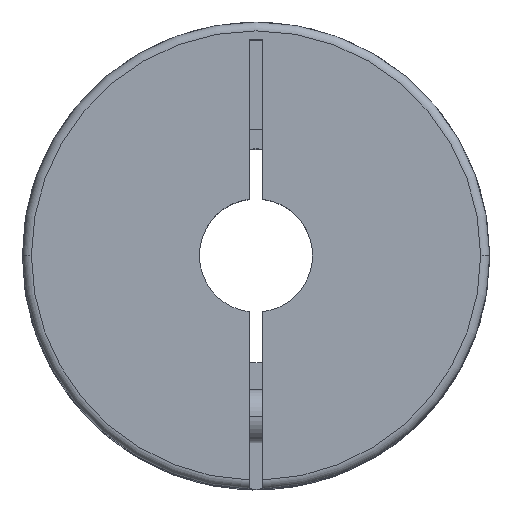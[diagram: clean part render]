
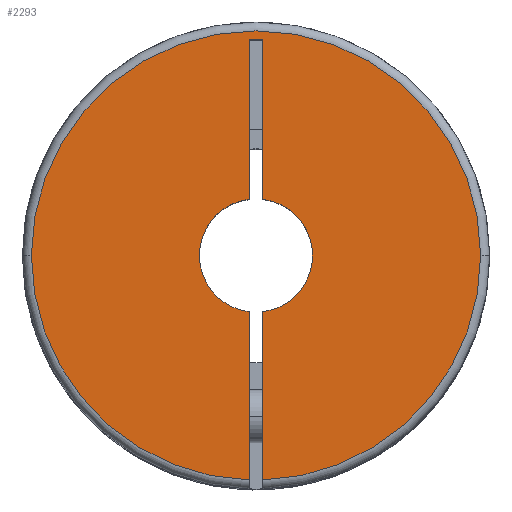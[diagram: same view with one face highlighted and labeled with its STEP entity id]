
A CAD part, top view. The second image highlights one B-rep face of the part: STEP entity #2293.
In plain terms, the highlighted planar face has unit normal (0, 0, 1).
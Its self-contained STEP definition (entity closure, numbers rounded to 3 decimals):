
#72 = AXIS2_PLACEMENT_3D ( 'NONE', #425, #1044, #697 ) ;
#116 = CARTESIAN_POINT ( 'NONE',  ( -12.6, 0., 0. ) ) ;
#215 = DIRECTION ( 'NONE',  ( 0., 1., 0. ) ) ;
#257 = DIRECTION ( 'NONE',  ( -1., 0., 0. ) ) ;
#299 = ORIENTED_EDGE ( 'NONE', *, *, #2155, .F. ) ;
#304 = EDGE_CURVE ( 'NONE', #3491, #1916, #1471, .T. ) ;
#425 = CARTESIAN_POINT ( 'NONE',  ( 0., 0., 0. ) ) ;
#466 = VERTEX_POINT ( 'NONE', #116 ) ;
#490 = VERTEX_POINT ( 'NONE', #2780 ) ;
#535 = FACE_OUTER_BOUND ( 'NONE', #2480, .T. ) ;
#678 = DIRECTION ( 'NONE',  ( 0., -1., 0. ) ) ;
#697 = DIRECTION ( 'NONE',  ( -1., 0., 0. ) ) ;
#723 = ORIENTED_EDGE ( 'NONE', *, *, #2840, .F. ) ;
#742 = CARTESIAN_POINT ( 'NONE',  ( -3.175, 0., 0. ) ) ;
#753 = EDGE_CURVE ( 'NONE', #1595, #1880, #2300, .T. ) ;
#756 = CARTESIAN_POINT ( 'NONE',  ( 0.375, 3.153, 0. ) ) ;
#865 = VERTEX_POINT ( 'NONE', #1286 ) ;
#907 = EDGE_CURVE ( 'NONE', #490, #1438, #3873, .T. ) ;
#1040 = DIRECTION ( 'NONE',  ( -1., 0., 0. ) ) ;
#1044 = DIRECTION ( 'NONE',  ( 0., 0., -1. ) ) ;
#1098 = VECTOR ( 'NONE', #215, 1000. ) ;
#1129 = DIRECTION ( 'NONE',  ( 0., 1., 0. ) ) ;
#1136 = PLANE ( 'NONE',  #3478 ) ;
#1261 = VERTEX_POINT ( 'NONE', #2487 ) ;
#1272 = ORIENTED_EDGE ( 'NONE', *, *, #3810, .F. ) ;
#1286 = CARTESIAN_POINT ( 'NONE',  ( 0.375, -3.153, 0. ) ) ;
#1328 = CIRCLE ( 'NONE', #3159, 12.6 ) ;
#1333 = CARTESIAN_POINT ( 'NONE',  ( 0.375, 12.1, 0. ) ) ;
#1430 = CARTESIAN_POINT ( 'NONE',  ( -0.375, -3.153, 0. ) ) ;
#1435 = CARTESIAN_POINT ( 'NONE',  ( 0., 0., 0. ) ) ;
#1438 = VERTEX_POINT ( 'NONE', #3512 ) ;
#1454 = CIRCLE ( 'NONE', #3666, 3.175 ) ;
#1465 = DIRECTION ( 'NONE',  ( -1., 0., 0. ) ) ;
#1470 = CARTESIAN_POINT ( 'NONE',  ( 0.375, -13.1, 0. ) ) ;
#1471 = LINE ( 'NONE', #3589, #1098 ) ;
#1504 = DIRECTION ( 'NONE',  ( -1., 0., 0. ) ) ;
#1507 = ORIENTED_EDGE ( 'NONE', *, *, #907, .F. ) ;
#1539 = VERTEX_POINT ( 'NONE', #3008 ) ;
#1573 = VECTOR ( 'NONE', #678, 1000. ) ;
#1595 = VERTEX_POINT ( 'NONE', #1430 ) ;
#1643 = CIRCLE ( 'NONE', #72, 12.6 ) ;
#1715 = DIRECTION ( 'NONE',  ( 0., -1., 0. ) ) ;
#1827 = CIRCLE ( 'NONE', #2026, 12.6 ) ;
#1880 = VERTEX_POINT ( 'NONE', #742 ) ;
#1883 = EDGE_CURVE ( 'NONE', #1916, #490, #3130, .T. ) ;
#1916 = VERTEX_POINT ( 'NONE', #1961 ) ;
#1961 = CARTESIAN_POINT ( 'NONE',  ( 0.375, 12.1, 0. ) ) ;
#2026 = AXIS2_PLACEMENT_3D ( 'NONE', #2663, #3905, #257 ) ;
#2033 = DIRECTION ( 'NONE',  ( 0., 0., -1. ) ) ;
#2102 = CARTESIAN_POINT ( 'NONE',  ( 0., 0., 0. ) ) ;
#2115 = EDGE_CURVE ( 'NONE', #2514, #466, #1643, .T. ) ;
#2126 = LINE ( 'NONE', #1470, #3483 ) ;
#2155 = EDGE_CURVE ( 'NONE', #1539, #1261, #1328, .T. ) ;
#2217 = CARTESIAN_POINT ( 'NONE',  ( 0., 0., 0. ) ) ;
#2293 = ADVANCED_FACE ( 'NONE', ( #535 ), #1136, .F. ) ;
#2300 = CIRCLE ( 'NONE', #2557, 3.175 ) ;
#2404 = CARTESIAN_POINT ( 'NONE',  ( -0.375, -12.594, 0. ) ) ;
#2427 = LINE ( 'NONE', #3655, #1573 ) ;
#2441 = ORIENTED_EDGE ( 'NONE', *, *, #2115, .F. ) ;
#2452 = CIRCLE ( 'NONE', #2640, 3.175 ) ;
#2480 = EDGE_LOOP ( 'NONE', ( #2441, #1272, #2977, #3719, #1507, #2571, #2962, #3782, #723, #299, #3088 ) ) ;
#2487 = CARTESIAN_POINT ( 'NONE',  ( 0.375, -12.594, 0. ) ) ;
#2490 = EDGE_CURVE ( 'NONE', #466, #1539, #1827, .T. ) ;
#2514 = VERTEX_POINT ( 'NONE', #2404 ) ;
#2541 = DIRECTION ( 'NONE',  ( -1., 0., 0. ) ) ;
#2557 = AXIS2_PLACEMENT_3D ( 'NONE', #2102, #3546, #1465 ) ;
#2571 = ORIENTED_EDGE ( 'NONE', *, *, #1883, .F. ) ;
#2640 = AXIS2_PLACEMENT_3D ( 'NONE', #3622, #2651, #1504 ) ;
#2651 = DIRECTION ( 'NONE',  ( 0., 0., -1. ) ) ;
#2663 = CARTESIAN_POINT ( 'NONE',  ( 0., 0., 0. ) ) ;
#2724 = EDGE_CURVE ( 'NONE', #3491, #865, #1454, .T. ) ;
#2780 = CARTESIAN_POINT ( 'NONE',  ( -0.375, 12.1, 0. ) ) ;
#2840 = EDGE_CURVE ( 'NONE', #1261, #865, #2126, .T. ) ;
#2885 = CARTESIAN_POINT ( 'NONE',  ( 0., 0., 0. ) ) ;
#2962 = ORIENTED_EDGE ( 'NONE', *, *, #304, .F. ) ;
#2977 = ORIENTED_EDGE ( 'NONE', *, *, #753, .T. ) ;
#3008 = CARTESIAN_POINT ( 'NONE',  ( 12.6, 0., 0. ) ) ;
#3038 = DIRECTION ( 'NONE',  ( 0., -1., 0. ) ) ;
#3088 = ORIENTED_EDGE ( 'NONE', *, *, #2490, .F. ) ;
#3104 = DIRECTION ( 'NONE',  ( -1., 0., 0. ) ) ;
#3130 = LINE ( 'NONE', #1333, #3277 ) ;
#3159 = AXIS2_PLACEMENT_3D ( 'NONE', #2217, #3438, #3104 ) ;
#3231 = DIRECTION ( 'NONE',  ( 0., 0., -1. ) ) ;
#3238 = EDGE_CURVE ( 'NONE', #1880, #1438, #2452, .T. ) ;
#3246 = VECTOR ( 'NONE', #3038, 1000. ) ;
#3277 = VECTOR ( 'NONE', #2541, 1000. ) ;
#3438 = DIRECTION ( 'NONE',  ( 0., 0., -1. ) ) ;
#3478 = AXIS2_PLACEMENT_3D ( 'NONE', #1435, #2033, #1715 ) ;
#3483 = VECTOR ( 'NONE', #1129, 1000. ) ;
#3491 = VERTEX_POINT ( 'NONE', #756 ) ;
#3512 = CARTESIAN_POINT ( 'NONE',  ( -0.375, 3.153, 0. ) ) ;
#3546 = DIRECTION ( 'NONE',  ( 0., 0., -1. ) ) ;
#3578 = CARTESIAN_POINT ( 'NONE',  ( -0.375, 12.1, 0. ) ) ;
#3589 = CARTESIAN_POINT ( 'NONE',  ( 0.375, -13.1, 0. ) ) ;
#3622 = CARTESIAN_POINT ( 'NONE',  ( 0., 0., 0. ) ) ;
#3655 = CARTESIAN_POINT ( 'NONE',  ( -0.375, 12.1, 0. ) ) ;
#3666 = AXIS2_PLACEMENT_3D ( 'NONE', #2885, #3231, #1040 ) ;
#3719 = ORIENTED_EDGE ( 'NONE', *, *, #3238, .T. ) ;
#3782 = ORIENTED_EDGE ( 'NONE', *, *, #2724, .T. ) ;
#3810 = EDGE_CURVE ( 'NONE', #1595, #2514, #2427, .T. ) ;
#3873 = LINE ( 'NONE', #3578, #3246 ) ;
#3905 = DIRECTION ( 'NONE',  ( 0., 0., -1. ) ) ;
